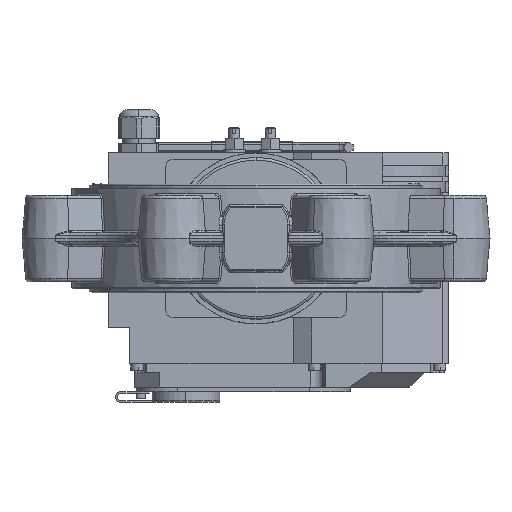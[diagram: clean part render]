
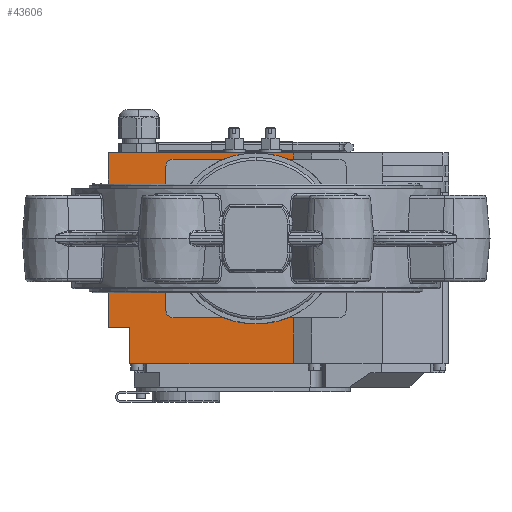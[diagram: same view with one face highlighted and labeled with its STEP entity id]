
A CAD part, front view. The second image highlights one B-rep face of the part: STEP entity #43606.
In plain terms, the highlighted planar face has unit normal (0, -1, 0).
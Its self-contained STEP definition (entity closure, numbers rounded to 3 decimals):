
#116 = DIRECTION ( 'NONE',  ( 0., 1., 0. ) ) ;
#314 = CARTESIAN_POINT ( 'NONE',  ( 20.608, 212., -52.5 ) ) ;
#752 = CARTESIAN_POINT ( 'NONE',  ( 20.608, 212., -69.5 ) ) ;
#1118 = CARTESIAN_POINT ( 'NONE',  ( -70., 212., -52.5 ) ) ;
#1585 = VECTOR ( 'NONE', #30524, 1000. ) ;
#1626 = EDGE_CURVE ( 'NONE', #24781, #2804, #19473, .T. ) ;
#2629 = AXIS2_PLACEMENT_3D ( 'NONE', #5552, #16002, #19382 ) ;
#2804 = VERTEX_POINT ( 'NONE', #26488 ) ;
#2854 = ORIENTED_EDGE ( 'NONE', *, *, #8524, .F. ) ;
#3082 = EDGE_CURVE ( 'NONE', #26462, #24086, #14626, .T. ) ;
#3265 = CARTESIAN_POINT ( 'NONE',  ( -50., 212., -40. ) ) ;
#3349 = DIRECTION ( 'NONE',  ( 1., 0., 0. ) ) ;
#4942 = VECTOR ( 'NONE', #33794, 1000. ) ;
#4965 = LINE ( 'NONE', #1118, #19682 ) ;
#5552 = CARTESIAN_POINT ( 'NONE',  ( -46., 212., -40. ) ) ;
#5590 = CARTESIAN_POINT ( 'NONE',  ( -46., 212., 44. ) ) ;
#6281 = CARTESIAN_POINT ( 'NONE',  ( -46., 212., 40. ) ) ;
#6924 = CIRCLE ( 'NONE', #2629, 4. ) ;
#7126 = CARTESIAN_POINT ( 'NONE',  ( -82., 212., 47.5 ) ) ;
#7251 = VECTOR ( 'NONE', #42850, 1000. ) ;
#7301 = VERTEX_POINT ( 'NONE', #15385 ) ;
#7358 = VERTEX_POINT ( 'NONE', #19064 ) ;
#7685 = LINE ( 'NONE', #22593, #34010 ) ;
#7762 = CIRCLE ( 'NONE', #40797, 4. ) ;
#8524 = EDGE_CURVE ( 'NONE', #21347, #26462, #6924, .T. ) ;
#8615 = LINE ( 'NONE', #33917, #4942 ) ;
#8949 = VECTOR ( 'NONE', #30223, 1000. ) ;
#9031 = VECTOR ( 'NONE', #13880, 1000. ) ;
#10119 = PLANE ( 'NONE',  #11871 ) ;
#10204 = ORIENTED_EDGE ( 'NONE', *, *, #12822, .T. ) ;
#10211 = ORIENTED_EDGE ( 'NONE', *, *, #3082, .F. ) ;
#10550 = VERTEX_POINT ( 'NONE', #11953 ) ;
#10770 = CARTESIAN_POINT ( 'NONE',  ( 20.608, 212., 170.819 ) ) ;
#11871 = AXIS2_PLACEMENT_3D ( 'NONE', #13512, #116, #37068 ) ;
#11953 = CARTESIAN_POINT ( 'NONE',  ( -70., 212., -69.5 ) ) ;
#12469 = DIRECTION ( 'NONE',  ( 0., 0., -1. ) ) ;
#12606 = LINE ( 'NONE', #35879, #17912 ) ;
#12822 = EDGE_CURVE ( 'NONE', #10550, #13040, #32442, .T. ) ;
#13040 = VERTEX_POINT ( 'NONE', #28772 ) ;
#13368 = ORIENTED_EDGE ( 'NONE', *, *, #38432, .T. ) ;
#13512 = CARTESIAN_POINT ( 'NONE',  ( 20.608, 212., -52.5 ) ) ;
#13830 = CARTESIAN_POINT ( 'NONE',  ( -82., 212., 47.5 ) ) ;
#13880 = DIRECTION ( 'NONE',  ( 0., 0., -1. ) ) ;
#13944 = CARTESIAN_POINT ( 'NONE',  ( -46., 212., -44. ) ) ;
#13954 = VECTOR ( 'NONE', #34477, 1000. ) ;
#14626 = LINE ( 'NONE', #19319, #7251 ) ;
#15332 = CARTESIAN_POINT ( 'NONE',  ( -46., 212., 44. ) ) ;
#15385 = CARTESIAN_POINT ( 'NONE',  ( -70., 212., -49.5 ) ) ;
#15478 = ORIENTED_EDGE ( 'NONE', *, *, #1626, .F. ) ;
#16002 = DIRECTION ( 'NONE',  ( 0., -1., 0. ) ) ;
#16334 = CARTESIAN_POINT ( 'NONE',  ( -50., 212., 40. ) ) ;
#16619 = ORIENTED_EDGE ( 'NONE', *, *, #25535, .T. ) ;
#16738 = DIRECTION ( 'NONE',  ( 0., -1., 0. ) ) ;
#17912 = VECTOR ( 'NONE', #12469, 1000. ) ;
#18025 = EDGE_CURVE ( 'NONE', #7358, #7301, #7685, .T. ) ;
#18920 = FACE_OUTER_BOUND ( 'NONE', #29197, .T. ) ;
#18955 = LINE ( 'NONE', #314, #8949 ) ;
#19064 = CARTESIAN_POINT ( 'NONE',  ( -82., 212., -49.5 ) ) ;
#19319 = CARTESIAN_POINT ( 'NONE',  ( -46., 212., -44. ) ) ;
#19382 = DIRECTION ( 'NONE',  ( -1., 0., 0. ) ) ;
#19473 = LINE ( 'NONE', #13830, #1585 ) ;
#19682 = VECTOR ( 'NONE', #25116, 1000. ) ;
#21347 = VERTEX_POINT ( 'NONE', #3265 ) ;
#22593 = CARTESIAN_POINT ( 'NONE',  ( -82., 212., -49.5 ) ) ;
#23057 = ORIENTED_EDGE ( 'NONE', *, *, #40367, .F. ) ;
#24086 = VERTEX_POINT ( 'NONE', #32139 ) ;
#24215 = EDGE_CURVE ( 'NONE', #40627, #31849, #7762, .T. ) ;
#24781 = VERTEX_POINT ( 'NONE', #7126 ) ;
#25116 = DIRECTION ( 'NONE',  ( 0., 0., -1. ) ) ;
#25535 = EDGE_CURVE ( 'NONE', #24781, #7358, #12606, .T. ) ;
#26462 = VERTEX_POINT ( 'NONE', #13944 ) ;
#26488 = CARTESIAN_POINT ( 'NONE',  ( 20.608, 212., 47.5 ) ) ;
#28585 = ORIENTED_EDGE ( 'NONE', *, *, #24215, .F. ) ;
#28772 = CARTESIAN_POINT ( 'NONE',  ( 20.608, 212., -69.5 ) ) ;
#28842 = ORIENTED_EDGE ( 'NONE', *, *, #34907, .F. ) ;
#28928 = VECTOR ( 'NONE', #35504, 1000. ) ;
#28960 = ORIENTED_EDGE ( 'NONE', *, *, #42973, .F. ) ;
#29197 = EDGE_LOOP ( 'NONE', ( #10204, #28960, #10211, #2854, #39516, #28585, #28842, #23057, #15478, #16619, #38764, #13368 ) ) ;
#29901 = EDGE_CURVE ( 'NONE', #31849, #21347, #8615, .T. ) ;
#29985 = DIRECTION ( 'NONE',  ( 1., 0., 0. ) ) ;
#30223 = DIRECTION ( 'NONE',  ( 0., 0., -1. ) ) ;
#30524 = DIRECTION ( 'NONE',  ( 1., 0., 0. ) ) ;
#31849 = VERTEX_POINT ( 'NONE', #16334 ) ;
#32139 = CARTESIAN_POINT ( 'NONE',  ( 20.608, 212., -44. ) ) ;
#32442 = LINE ( 'NONE', #752, #13954 ) ;
#33098 = LINE ( 'NONE', #5590, #28928 ) ;
#33794 = DIRECTION ( 'NONE',  ( 0., 0., -1. ) ) ;
#33917 = CARTESIAN_POINT ( 'NONE',  ( -50., 212., 40. ) ) ;
#34010 = VECTOR ( 'NONE', #29985, 1000. ) ;
#34477 = DIRECTION ( 'NONE',  ( 1., 0., 0. ) ) ;
#34852 = LINE ( 'NONE', #10770, #9031 ) ;
#34907 = EDGE_CURVE ( 'NONE', #39771, #40627, #33098, .T. ) ;
#35504 = DIRECTION ( 'NONE',  ( -1., 0., 0. ) ) ;
#35879 = CARTESIAN_POINT ( 'NONE',  ( -82., 212., 47.5 ) ) ;
#36458 = CARTESIAN_POINT ( 'NONE',  ( 20.608, 212., 44. ) ) ;
#37068 = DIRECTION ( 'NONE',  ( 1., 0., 0. ) ) ;
#38432 = EDGE_CURVE ( 'NONE', #7301, #10550, #4965, .T. ) ;
#38764 = ORIENTED_EDGE ( 'NONE', *, *, #18025, .T. ) ;
#39516 = ORIENTED_EDGE ( 'NONE', *, *, #29901, .F. ) ;
#39771 = VERTEX_POINT ( 'NONE', #36458 ) ;
#40367 = EDGE_CURVE ( 'NONE', #2804, #39771, #34852, .T. ) ;
#40627 = VERTEX_POINT ( 'NONE', #15332 ) ;
#40797 = AXIS2_PLACEMENT_3D ( 'NONE', #6281, #16738, #3349 ) ;
#42850 = DIRECTION ( 'NONE',  ( 1., 0., 0. ) ) ;
#42973 = EDGE_CURVE ( 'NONE', #24086, #13040, #18955, .T. ) ;
#43606 = ADVANCED_FACE ( 'NONE', ( #18920 ), #10119, .F. ) ;
